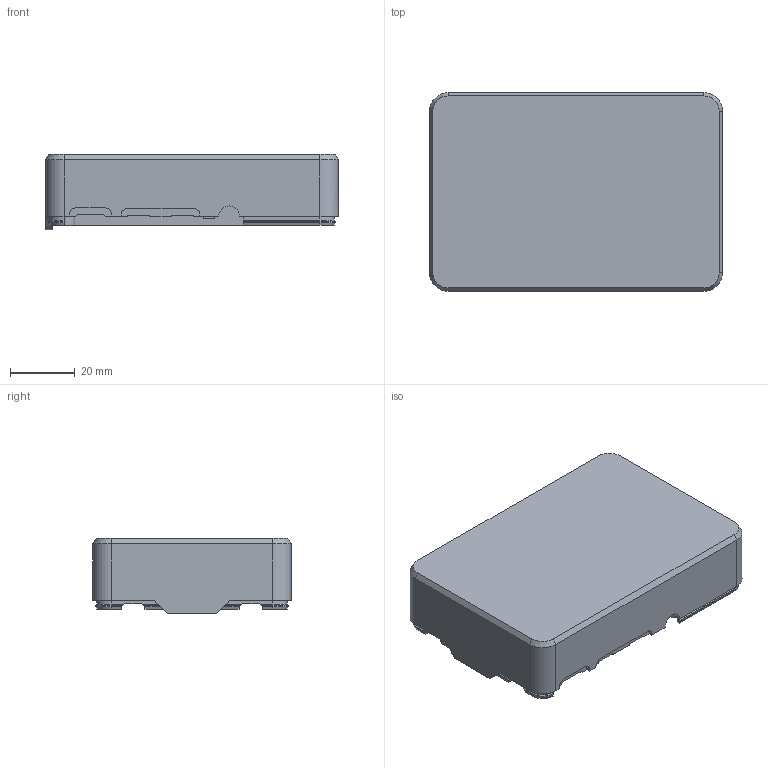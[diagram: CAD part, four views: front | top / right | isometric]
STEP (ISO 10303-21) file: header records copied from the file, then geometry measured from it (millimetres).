
FILE_DESCRIPTION(/* description */ (''),/* implementation_level */ '2;1');
FILE_NAME(/* name */ 'Top_H20_Base_SM.step',/* time_stamp */ '2021-01-09T09:34:00+01:00',/* author */ (''),/* organization */ (''),/* preprocessor_version */ 'ST-DEVELOPER v18.1',/* originating_system */ 'Autodesk Translation Framework v9.7.1.1290',/* authorisation */ '');
FILE_SCHEMA (('AUTOMOTIVE_DESIGN { 1 0 10303 214 3 1 1 }'));
Length unit declared in the file: millimetre
Products named in the file (1): Top_Base_SM
Bounding box: 90.6 x 61.4 x 23.35 mm (x, y, z)
Volume: 23860.9 mm3; surface area: 23432.8 mm2
Topology: 1 solids, 1 shells, 193 faces, 523 edges, 336 vertices
Faces by surface type: plane 132, cylinder 43, cone 18
Full cylindrical faces by diameter (mm): 3.15 x4, 5.6 x4
Entity records: 6053 total; most frequent: CARTESIAN_POINT 1069, ORIENTED_EDGE 1046, DIRECTION 1031, EDGE_CURVE 523, LINE 387, VECTOR 387, VERTEX_POINT 336, AXIS2_PLACEMENT_3D 322
